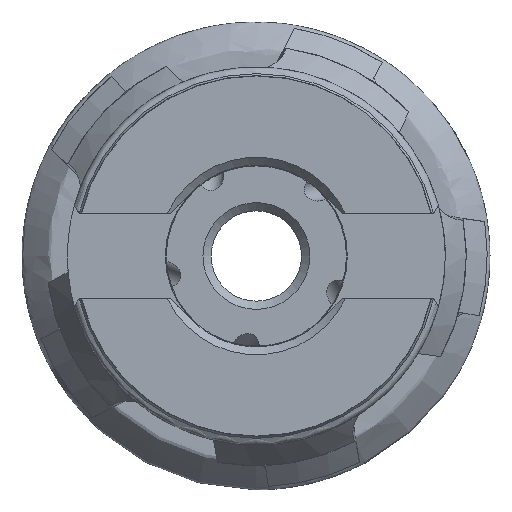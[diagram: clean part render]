
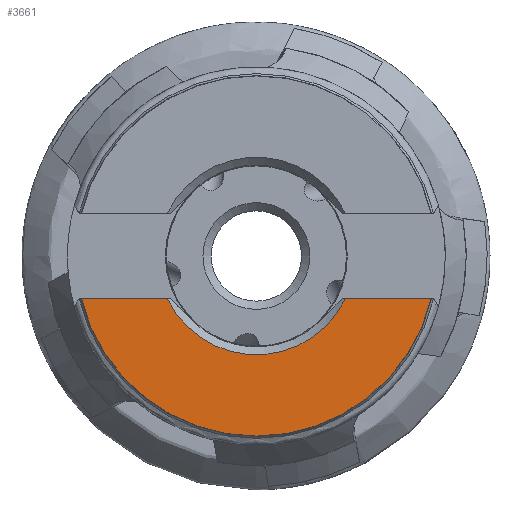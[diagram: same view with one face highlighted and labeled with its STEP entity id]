
A CAD part, left-side view. The second image highlights one B-rep face of the part: STEP entity #3661.
In plain terms, the highlighted planar face has unit normal (-1, 0, 0).
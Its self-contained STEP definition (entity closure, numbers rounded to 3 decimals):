
#263 = CARTESIAN_POINT ( 'NONE',  ( -39.1, 0., 0. ) ) ;
#456 = AXIS2_PLACEMENT_3D ( 'NONE', #9880, #1793, #6653 ) ;
#686 = PLANE ( 'NONE',  #3063 ) ;
#1284 = FACE_OUTER_BOUND ( 'NONE', #10396, .T. ) ;
#1793 = DIRECTION ( 'NONE',  ( 1., 0., 0. ) ) ;
#1911 = CARTESIAN_POINT ( 'NONE',  ( -39.1, 21.297, -5.2 ) ) ;
#2042 = ORIENTED_EDGE ( 'NONE', *, *, #2389, .T. ) ;
#2308 = CARTESIAN_POINT ( 'NONE',  ( -39.1, 0., 0. ) ) ;
#2389 = EDGE_CURVE ( 'NONE', #9244, #5489, #5958, .T. ) ;
#2552 = EDGE_CURVE ( 'NONE', #3851, #9702, #3085, .T. ) ;
#2814 = VECTOR ( 'NONE', #10052, 1000. ) ;
#2898 = CARTESIAN_POINT ( 'NONE',  ( -39.1, -10.843, -5.2 ) ) ;
#3063 = AXIS2_PLACEMENT_3D ( 'NONE', #2308, #4039, #8851 ) ;
#3085 = LINE ( 'NONE', #7265, #2814 ) ;
#3260 = EDGE_CURVE ( 'NONE', #3851, #5489, #8367, .T. ) ;
#3486 = ORIENTED_EDGE ( 'NONE', *, *, #2552, .T. ) ;
#3508 = ORIENTED_EDGE ( 'NONE', *, *, #9603, .T. ) ;
#3661 = ADVANCED_FACE ( 'NONE', ( #1284 ), #686, .T. ) ;
#3851 = VERTEX_POINT ( 'NONE', #10302 ) ;
#3937 = DIRECTION ( 'NONE',  ( 0., -1., 0. ) ) ;
#4039 = DIRECTION ( 'NONE',  ( -1., 0., 0. ) ) ;
#5257 = ORIENTED_EDGE ( 'NONE', *, *, #3260, .F. ) ;
#5482 = DIRECTION ( 'NONE',  ( 1., 0., 0. ) ) ;
#5489 = VERTEX_POINT ( 'NONE', #1911 ) ;
#5627 = CARTESIAN_POINT ( 'NONE',  ( -39.1, 10.843, -5.2 ) ) ;
#5938 = CARTESIAN_POINT ( 'NONE',  ( -39.1, -55., -5.2 ) ) ;
#5958 = LINE ( 'NONE', #5938, #10024 ) ;
#6653 = DIRECTION ( 'NONE',  ( 0., -1., 0. ) ) ;
#7265 = CARTESIAN_POINT ( 'NONE',  ( -39.1, -55., -5.2 ) ) ;
#8055 = DIRECTION ( 'NONE',  ( 0., 1., 0. ) ) ;
#8367 = CIRCLE ( 'NONE', #456, 21.922 ) ;
#8481 = CIRCLE ( 'NONE', #9954, 12.025 ) ;
#8851 = DIRECTION ( 'NONE',  ( 0., -1., 0. ) ) ;
#9244 = VERTEX_POINT ( 'NONE', #5627 ) ;
#9603 = EDGE_CURVE ( 'NONE', #9702, #9244, #8481, .T. ) ;
#9702 = VERTEX_POINT ( 'NONE', #2898 ) ;
#9880 = CARTESIAN_POINT ( 'NONE',  ( -39.1, 0., 0. ) ) ;
#9954 = AXIS2_PLACEMENT_3D ( 'NONE', #263, #5482, #3937 ) ;
#10024 = VECTOR ( 'NONE', #8055, 1000. ) ;
#10052 = DIRECTION ( 'NONE',  ( 0., 1., 0. ) ) ;
#10302 = CARTESIAN_POINT ( 'NONE',  ( -39.1, -21.297, -5.2 ) ) ;
#10396 = EDGE_LOOP ( 'NONE', ( #2042, #5257, #3486, #3508 ) ) ;
